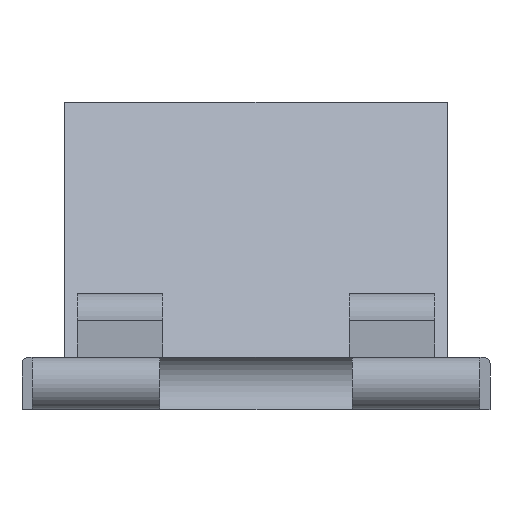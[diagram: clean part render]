
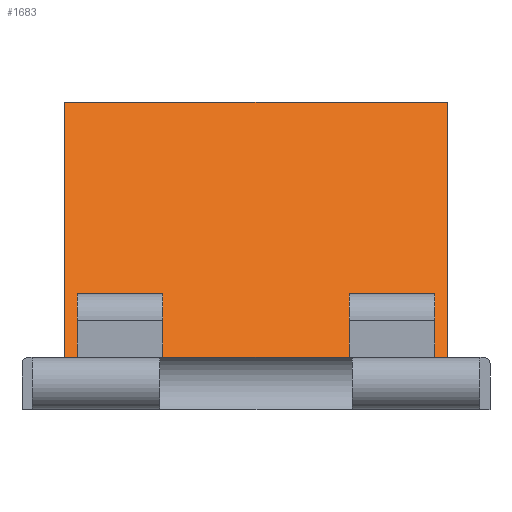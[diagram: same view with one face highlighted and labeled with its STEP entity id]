
A CAD part, left-side view. The second image highlights one B-rep face of the part: STEP entity #1683.
In plain terms, the highlighted planar face has unit normal (-0.866, 0, 0.5).
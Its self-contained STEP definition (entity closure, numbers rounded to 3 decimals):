
#22 = VERTEX_POINT('',#23);
#23 = CARTESIAN_POINT('',(13.2,28.,8.2));
#31 = EDGE_CURVE('',#32,#22,#34,.T.);
#32 = VERTEX_POINT('',#33);
#33 = CARTESIAN_POINT('',(13.2,30.,8.2));
#34 = LINE('',#35,#36);
#35 = CARTESIAN_POINT('',(13.2,30.,8.2));
#36 = VECTOR('',#37,1.);
#37 = DIRECTION('',(0.,-1.,0.));
#128 = VERTEX_POINT('',#129);
#129 = CARTESIAN_POINT('',(18.974,28.,18.2));
#135 = EDGE_CURVE('',#22,#128,#136,.T.);
#136 = LINE('',#137,#138);
#137 = CARTESIAN_POINT('',(13.2,28.,8.2));
#138 = VECTOR('',#139,1.);
#139 = DIRECTION('',(0.5,0.,0.866));
#487 = VERTEX_POINT('',#488);
#488 = CARTESIAN_POINT('',(18.974,14.6,18.2));
#494 = EDGE_CURVE('',#128,#487,#495,.T.);
#495 = LINE('',#496,#497);
#496 = CARTESIAN_POINT('',(18.974,29.,18.2));
#497 = VECTOR('',#498,1.);
#498 = DIRECTION('',(0.,-1.,0.));
#537 = VERTEX_POINT('',#538);
#538 = CARTESIAN_POINT('',(13.2,14.6,8.2));
#544 = EDGE_CURVE('',#487,#537,#545,.T.);
#545 = LINE('',#546,#547);
#546 = CARTESIAN_POINT('',(11.908,14.6,5.962));
#547 = VECTOR('',#548,1.);
#548 = DIRECTION('',(-0.5,0.,-0.866));
#814 = VERTEX_POINT('',#815);
#815 = CARTESIAN_POINT('',(13.2,-30.,8.2));
#821 = EDGE_CURVE('',#814,#822,#824,.T.);
#822 = VERTEX_POINT('',#823);
#823 = CARTESIAN_POINT('',(13.2,-28.,8.2));
#824 = LINE('',#825,#826);
#825 = CARTESIAN_POINT('',(13.2,-30.,8.2));
#826 = VECTOR('',#827,1.);
#827 = DIRECTION('',(0.,1.,0.));
#1073 = EDGE_CURVE('',#537,#1074,#1076,.T.);
#1074 = VERTEX_POINT('',#1075);
#1075 = CARTESIAN_POINT('',(13.2,-14.6,8.2));
#1076 = LINE('',#1077,#1078);
#1077 = CARTESIAN_POINT('',(13.2,15.,8.2));
#1078 = VECTOR('',#1079,1.);
#1079 = DIRECTION('',(0.,-1.,0.));
#1107 = VERTEX_POINT('',#1108);
#1108 = CARTESIAN_POINT('',(18.974,-14.6,18.2));
#1114 = EDGE_CURVE('',#1107,#1074,#1115,.T.);
#1115 = LINE('',#1116,#1117);
#1116 = CARTESIAN_POINT('',(11.908,-14.6,5.962));
#1117 = VECTOR('',#1118,1.);
#1118 = DIRECTION('',(-0.5,-0.,-0.866));
#1155 = VERTEX_POINT('',#1156);
#1156 = CARTESIAN_POINT('',(18.974,-28.,18.2));
#1162 = EDGE_CURVE('',#1155,#1107,#1163,.T.);
#1163 = LINE('',#1164,#1165);
#1164 = CARTESIAN_POINT('',(18.974,1.,18.2));
#1165 = VECTOR('',#1166,1.);
#1166 = DIRECTION('',(0.,1.,0.));
#1186 = EDGE_CURVE('',#822,#1155,#1187,.T.);
#1187 = LINE('',#1188,#1189);
#1188 = CARTESIAN_POINT('',(13.2,-28.,8.2));
#1189 = VECTOR('',#1190,1.);
#1190 = DIRECTION('',(0.5,0.,0.866));
#1665 = EDGE_CURVE('',#32,#1666,#1668,.T.);
#1666 = VERTEX_POINT('',#1667);
#1667 = CARTESIAN_POINT('',(36.294,30.,48.2));
#1668 = LINE('',#1669,#1670);
#1669 = CARTESIAN_POINT('',(13.2,30.,8.2));
#1670 = VECTOR('',#1671,1.);
#1671 = DIRECTION('',(0.5,0.,0.866));
#1683 = ADVANCED_FACE('',(#1684),#1710,.T.);
#1684 = FACE_BOUND('',#1685,.T.);
#1685 = EDGE_LOOP('',(#1686,#1694,#1700,#1701,#1702,#1703,#1704,#1705,
    #1706,#1707,#1708,#1709));
#1686 = ORIENTED_EDGE('',*,*,#1687,.F.);
#1687 = EDGE_CURVE('',#1688,#814,#1690,.T.);
#1688 = VERTEX_POINT('',#1689);
#1689 = CARTESIAN_POINT('',(36.294,-30.,48.2));
#1690 = LINE('',#1691,#1692);
#1691 = CARTESIAN_POINT('',(35.717,-30.,47.2));
#1692 = VECTOR('',#1693,1.);
#1693 = DIRECTION('',(-0.5,0.,-0.866));
#1694 = ORIENTED_EDGE('',*,*,#1695,.T.);
#1695 = EDGE_CURVE('',#1688,#1666,#1696,.T.);
#1696 = LINE('',#1697,#1698);
#1697 = CARTESIAN_POINT('',(36.294,-30.,48.2));
#1698 = VECTOR('',#1699,1.);
#1699 = DIRECTION('',(0.,1.,0.));
#1700 = ORIENTED_EDGE('',*,*,#1665,.F.);
#1701 = ORIENTED_EDGE('',*,*,#31,.T.);
#1702 = ORIENTED_EDGE('',*,*,#135,.T.);
#1703 = ORIENTED_EDGE('',*,*,#494,.T.);
#1704 = ORIENTED_EDGE('',*,*,#544,.T.);
#1705 = ORIENTED_EDGE('',*,*,#1073,.T.);
#1706 = ORIENTED_EDGE('',*,*,#1114,.F.);
#1707 = ORIENTED_EDGE('',*,*,#1162,.F.);
#1708 = ORIENTED_EDGE('',*,*,#1186,.F.);
#1709 = ORIENTED_EDGE('',*,*,#821,.F.);
#1710 = PLANE('',#1711);
#1711 = AXIS2_PLACEMENT_3D('',#1712,#1713,#1714);
#1712 = CARTESIAN_POINT('',(23.798,0.,
    26.557));
#1713 = DIRECTION('',(-0.866,0.,0.5));
#1714 = DIRECTION('',(-0.5,0.,-0.866));
